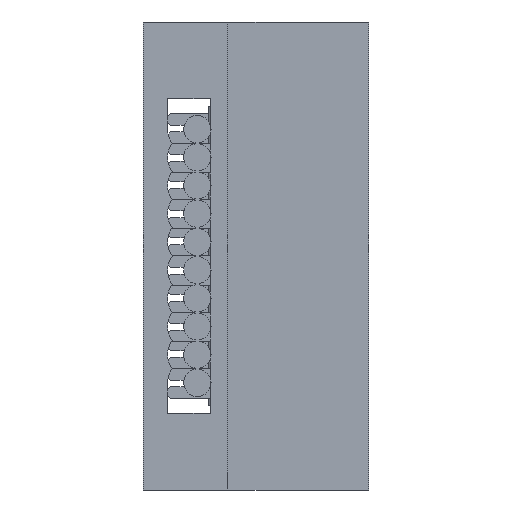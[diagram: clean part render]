
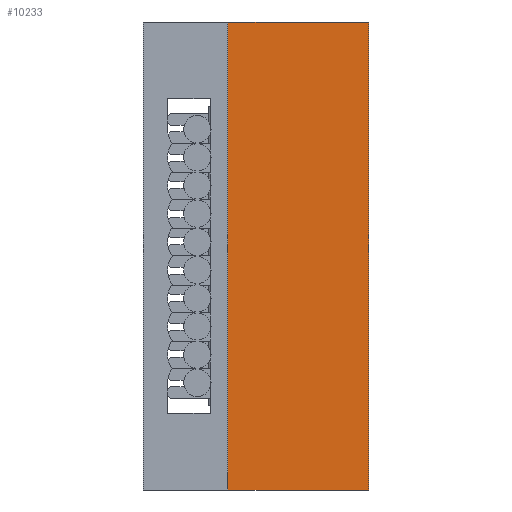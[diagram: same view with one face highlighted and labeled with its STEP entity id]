
A CAD part, left-side view. The second image highlights one B-rep face of the part: STEP entity #10233.
In plain terms, the highlighted face is planar.
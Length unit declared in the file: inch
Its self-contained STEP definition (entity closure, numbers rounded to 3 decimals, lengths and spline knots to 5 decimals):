
#990=ORIENTED_EDGE('',*,*,#3102,.T.);
#991=ORIENTED_EDGE('',*,*,#3309,.F.);
#992=ORIENTED_EDGE('',*,*,#3160,.F.);
#993=ORIENTED_EDGE('',*,*,#3310,.T.);
#3102=EDGE_CURVE('',#4365,#4364,#5267,.T.);
#3160=EDGE_CURVE('',#4416,#4415,#5325,.T.);
#3309=EDGE_CURVE('',#4415,#4364,#5474,.T.);
#3310=EDGE_CURVE('',#4416,#4365,#5475,.T.);
#4364=VERTEX_POINT('',#13990);
#4365=VERTEX_POINT('',#13992);
#4415=VERTEX_POINT('',#14097);
#4416=VERTEX_POINT('',#14101);
#5267=LINE('',#13991,#6412);
#5325=LINE('',#14102,#6470);
#5474=LINE('',#14380,#6619);
#5475=LINE('',#14382,#6620);
#6412=VECTOR('',#11498,39.37008);
#6470=VECTOR('',#11558,39.37008);
#6619=VECTOR('',#11853,39.37008);
#6620=VECTOR('',#11856,39.37008);
#7473=EDGE_LOOP('',(#990,#991,#992,#993));
#7972=FACE_BOUND('',#7473,.T.);
#8441=PLANE('',#10682);
#10233=ADVANCED_FACE('',(#7972),#8441,.F.);
#10682=AXIS2_PLACEMENT_3D('',#14385,#11861,#11862);
#11498=DIRECTION('',(-1.,0.,0.));
#11558=DIRECTION('',(-1.,0.,0.));
#11853=DIRECTION('',(0.,-1.,0.));
#11856=DIRECTION('',(0.,-1.,0.));
#11861=DIRECTION('',(0.,0.,1.));
#11862=DIRECTION('',(1.,0.,0.));
#13990=CARTESIAN_POINT('',(-0.2075,0.,-0.06));
#13991=CARTESIAN_POINT('',(0.2075,0.,-0.06));
#13992=CARTESIAN_POINT('',(0.2075,0.,-0.06));
#14097=CARTESIAN_POINT('',(-0.2075,0.125,-0.06));
#14101=CARTESIAN_POINT('',(0.2075,0.125,-0.06));
#14102=CARTESIAN_POINT('',(0.2075,0.125,-0.06));
#14380=CARTESIAN_POINT('',(-0.2075,0.125,-0.06));
#14382=CARTESIAN_POINT('',(0.2075,0.125,-0.06));
#14385=CARTESIAN_POINT('',(0.2075,0.125,-0.06));
